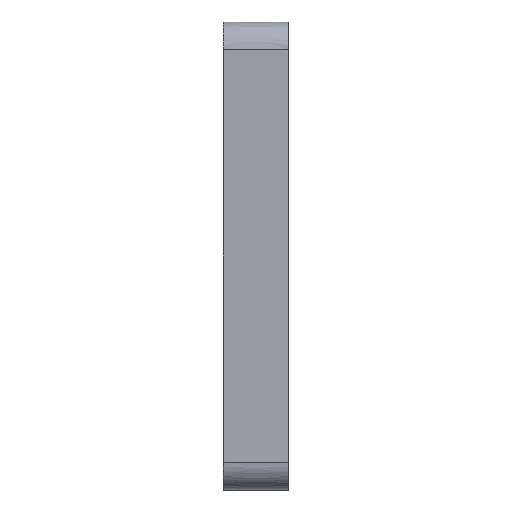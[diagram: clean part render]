
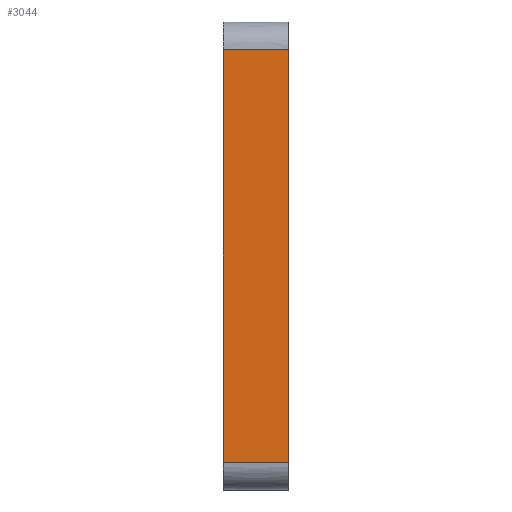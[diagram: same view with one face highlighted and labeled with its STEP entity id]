
A CAD part, left-side view. The second image highlights one B-rep face of the part: STEP entity #3044.
In plain terms, the highlighted planar face has unit normal (-1, 0, 0).
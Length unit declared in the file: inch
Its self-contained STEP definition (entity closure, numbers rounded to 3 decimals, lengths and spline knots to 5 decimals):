
#664 = LINE ( 'NONE', #669, #800 ) ;
#669 = CARTESIAN_POINT ( 'NONE',  ( -18.19505, -2., -6.30539 ) ) ;
#687 = CARTESIAN_POINT ( 'NONE',  ( -18.19505, 0., 6.30539 ) ) ;
#688 = CARTESIAN_POINT ( 'NONE',  ( -18.19505, -2., -6.30539 ) ) ;
#689 = CARTESIAN_POINT ( 'NONE',  ( -18.19505, 0., -6.30539 ) ) ;
#690 = DIRECTION ( 'NONE',  ( 0., 0., -1. ) ) ;
#691 = VECTOR ( 'NONE', #690, 39.37008 ) ;
#692 = CARTESIAN_POINT ( 'NONE',  ( -18.19505, 0., 6.30539 ) ) ;
#693 = LINE ( 'NONE', #692, #691 ) ;
#722 = DIRECTION ( 'NONE',  ( 0., 1., 0. ) ) ;
#723 = VECTOR ( 'NONE', #722, 39.37008 ) ;
#724 = CARTESIAN_POINT ( 'NONE',  ( -18.19505, -2., 6.30539 ) ) ;
#725 = LINE ( 'NONE', #724, #723 ) ;
#795 = DIRECTION ( 'NONE',  ( 0., 0., -1. ) ) ;
#796 = VECTOR ( 'NONE', #795, 39.37008 ) ;
#797 = CARTESIAN_POINT ( 'NONE',  ( -18.19505, -2., 6.30539 ) ) ;
#798 = LINE ( 'NONE', #797, #796 ) ;
#799 = DIRECTION ( 'NONE',  ( 0., 1., 0. ) ) ;
#800 = VECTOR ( 'NONE', #799, 39.37008 ) ;
#3044 = ADVANCED_FACE ( 'NONE', ( #3205 ), #3200, .F. ) ;
#3045 = EDGE_LOOP ( 'NONE', ( #3194, #3195, #3189, #3237 ) ) ;
#3049 = VERTEX_POINT ( 'NONE', #3363 ) ;
#3187 = EDGE_CURVE ( 'NONE', #3191, #3188, #693, .T. ) ;
#3188 = VERTEX_POINT ( 'NONE', #689 ) ;
#3189 = ORIENTED_EDGE ( 'NONE', *, *, #3236, .F. ) ;
#3190 = VERTEX_POINT ( 'NONE', #688 ) ;
#3191 = VERTEX_POINT ( 'NONE', #687 ) ;
#3193 = EDGE_CURVE ( 'NONE', #3049, #3191, #725, .T. ) ;
#3194 = ORIENTED_EDGE ( 'NONE', *, *, #3193, .T. ) ;
#3195 = ORIENTED_EDGE ( 'NONE', *, *, #3187, .T. ) ;
#3196 = DIRECTION ( 'NONE',  ( 0., 0., -1. ) ) ;
#3197 = DIRECTION ( 'NONE',  ( 1., 0., 0. ) ) ;
#3198 = CARTESIAN_POINT ( 'NONE',  ( -18.19505, -2., 6.30539 ) ) ;
#3199 = AXIS2_PLACEMENT_3D ( 'NONE', #3198, #3197, #3196 ) ;
#3200 = PLANE ( 'NONE',  #3199 ) ;
#3205 = FACE_OUTER_BOUND ( 'NONE', #3045, .T. ) ;
#3236 = EDGE_CURVE ( 'NONE', #3190, #3188, #664, .T. ) ;
#3237 = ORIENTED_EDGE ( 'NONE', *, *, #3238, .F. ) ;
#3238 = EDGE_CURVE ( 'NONE', #3049, #3190, #798, .T. ) ;
#3363 = CARTESIAN_POINT ( 'NONE',  ( -18.19505, -2., 6.30539 ) ) ;
